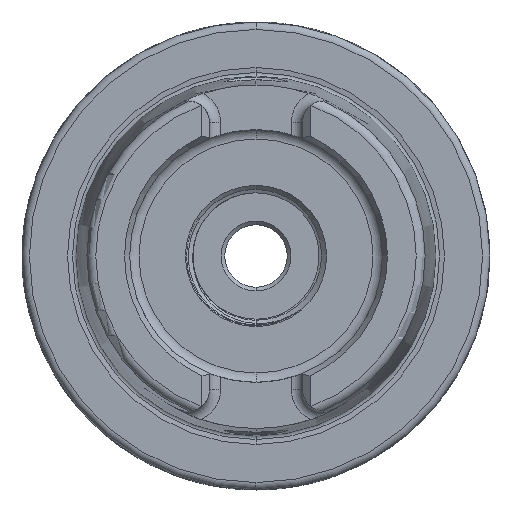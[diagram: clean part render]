
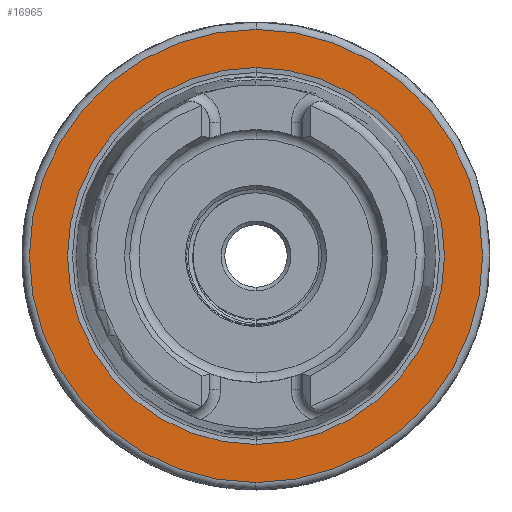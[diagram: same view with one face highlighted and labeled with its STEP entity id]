
A CAD part, left-side view. The second image highlights one B-rep face of the part: STEP entity #16965.
In plain terms, the highlighted planar face has unit normal (-1, 0, 0).
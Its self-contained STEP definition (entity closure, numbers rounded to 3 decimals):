
#48 = EDGE_LOOP ( 'NONE', ( #921, #848 ) ) ;
#73 = EDGE_LOOP ( 'NONE', ( #798, #872 ) ) ;
#798 = ORIENTED_EDGE ( 'NONE', *, *, #7198, .T. ) ;
#848 = ORIENTED_EDGE ( 'NONE', *, *, #7581, .T. ) ;
#872 = ORIENTED_EDGE ( 'NONE', *, *, #7662, .T. ) ;
#921 = ORIENTED_EDGE ( 'NONE', *, *, #7086, .T. ) ;
#1306 = AXIS2_PLACEMENT_3D ( 'NONE', #30635, #30613, #30622 ) ;
#1529 = AXIS2_PLACEMENT_3D ( 'NONE', #18735, #18774, #18761 ) ;
#1597 = AXIS2_PLACEMENT_3D ( 'NONE', #20596, #20504, #20572 ) ;
#1608 = AXIS2_PLACEMENT_3D ( 'NONE', #17550, #17551, #17552 ) ;
#7086 = EDGE_CURVE ( 'NONE', #31736, #31793, #10748, .T. ) ;
#7198 = EDGE_CURVE ( 'NONE', #31760, #31764, #21012, .T. ) ;
#7581 = EDGE_CURVE ( 'NONE', #31793, #31736, #21110, .T. ) ;
#7662 = EDGE_CURVE ( 'NONE', #31764, #31760, #19323, .T. ) ;
#8858 = AXIS2_PLACEMENT_3D ( 'NONE', #18516, #18545, #18514 ) ;
#10748 = CIRCLE ( 'NONE', #8858, 30.5 ) ;
#16965 = ADVANCED_FACE ( 'NONE', ( #20792, #20861 ), #30609, .T. ) ;
#17296 = CARTESIAN_POINT ( 'NONE',  ( 0., 0., 30.5 ) ) ;
#17318 = CARTESIAN_POINT ( 'NONE',  ( 0., 0., -25.369 ) ) ;
#17328 = CARTESIAN_POINT ( 'NONE',  ( 0., 0., 25.369 ) ) ;
#17347 = CARTESIAN_POINT ( 'NONE',  ( 0., 0., -30.5 ) ) ;
#17550 = CARTESIAN_POINT ( 'NONE',  ( 0., 0., 0. ) ) ;
#17551 = DIRECTION ( 'NONE',  ( 1., 0., 0. ) ) ;
#17552 = DIRECTION ( 'NONE',  ( 0., 0., -1. ) ) ;
#18514 = DIRECTION ( 'NONE',  ( 0., 0., 1. ) ) ;
#18516 = CARTESIAN_POINT ( 'NONE',  ( 0., 0., 0. ) ) ;
#18545 = DIRECTION ( 'NONE',  ( -1., 0., 0. ) ) ;
#18735 = CARTESIAN_POINT ( 'NONE',  ( 0., 0., 0. ) ) ;
#18761 = DIRECTION ( 'NONE',  ( 0., 0., -1. ) ) ;
#18774 = DIRECTION ( 'NONE',  ( 1., 0., 0. ) ) ;
#19323 = CIRCLE ( 'NONE', #1608, 25.369 ) ;
#20504 = DIRECTION ( 'NONE',  ( -1., 0., 0. ) ) ;
#20572 = DIRECTION ( 'NONE',  ( 0., 0., 1. ) ) ;
#20596 = CARTESIAN_POINT ( 'NONE',  ( 0., 0., 0. ) ) ;
#20792 = FACE_OUTER_BOUND ( 'NONE', #48, .T. ) ;
#20861 = FACE_BOUND ( 'NONE', #73, .T. ) ;
#21012 = CIRCLE ( 'NONE', #1529, 25.369 ) ;
#21110 = CIRCLE ( 'NONE', #1597, 30.5 ) ;
#30609 = PLANE ( 'NONE',  #1306 ) ;
#30613 = DIRECTION ( 'NONE',  ( -1., 0., 0. ) ) ;
#30622 = DIRECTION ( 'NONE',  ( 0., 0., 1. ) ) ;
#30635 = CARTESIAN_POINT ( 'NONE',  ( 0., 25.369, 0. ) ) ;
#31736 = VERTEX_POINT ( 'NONE', #17296 ) ;
#31760 = VERTEX_POINT ( 'NONE', #17328 ) ;
#31764 = VERTEX_POINT ( 'NONE', #17318 ) ;
#31793 = VERTEX_POINT ( 'NONE', #17347 ) ;
